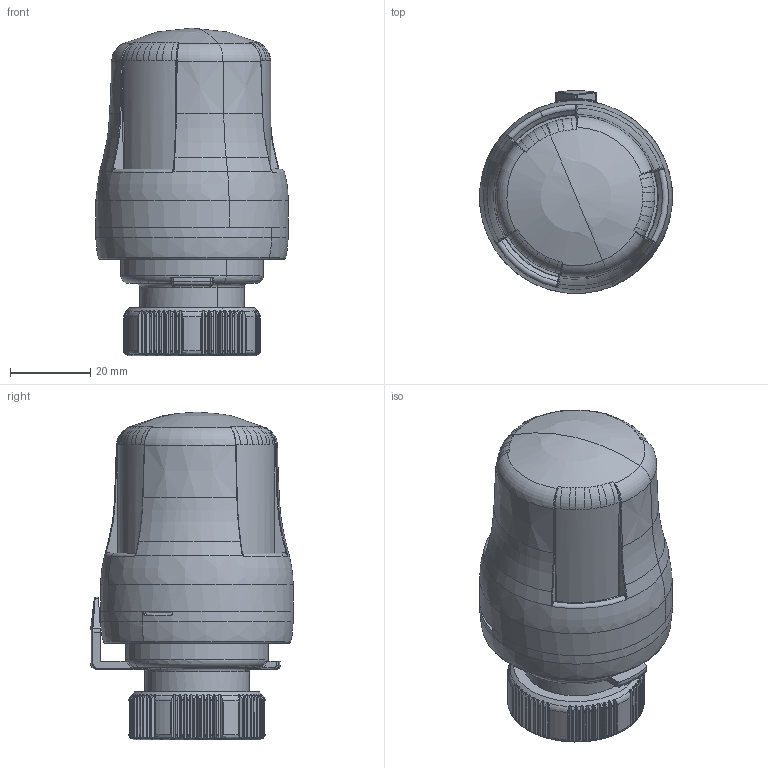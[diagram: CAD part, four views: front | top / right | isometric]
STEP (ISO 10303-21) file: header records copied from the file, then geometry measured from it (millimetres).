
FILE_DESCRIPTION(('CATIA V5 STEP Exchange'),'2;1');
FILE_NAME('STEP_200000_-_TST.stp','2018-09-27T13:33:29+00:00',('none'),('none'),'CATIA Version 5-6 Release 2016 SP4','CATIA V5 STEP AP203','none');
FILE_SCHEMA(('CONFIG_CONTROL_DESIGN'));
Length unit declared in the file: millimetre
Products named in the file (1): 200000 - TST
Bounding box: 47.85 x 50.42 x 81.5 mm (x, y, z)
Volume: 101363.3 mm3; surface area: 14446.4 mm2
Topology: 1 solids, 4 shells, 647 faces, 1881 edges, 1224 vertices
Faces by surface type: cylinder 187, torus 169, plane 163, bspline 98, cone 18, sphere 8, revolution 4
Entity records: 27078 total; most frequent: CARTESIAN_POINT 13687, ORIENTED_EDGE 3722, EDGE_CURVE 1861, DIRECTION 1310, VERTEX_POINT 1224, B_SPLINE_CURVE_WITH_KNOTS 1213, EDGE_LOOP 649, ADVANCED_FACE 647
